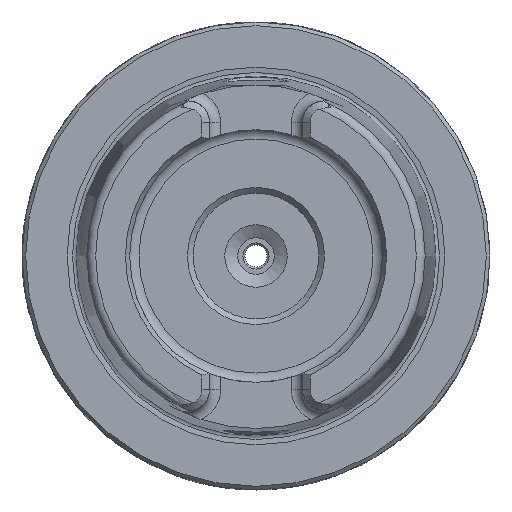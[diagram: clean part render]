
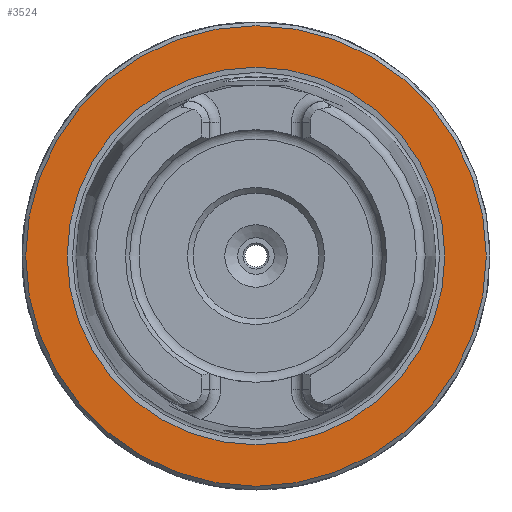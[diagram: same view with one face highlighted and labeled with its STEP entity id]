
A CAD part, left-side view. The second image highlights one B-rep face of the part: STEP entity #3524.
In plain terms, the highlighted planar face has unit normal (-1, 0, 0).
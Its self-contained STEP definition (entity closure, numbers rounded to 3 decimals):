
#127=PLANE('',#3888);
#246=FACE_BOUND('',#613,.T.);
#412=FACE_OUTER_BOUND('',#612,.T.);
#612=EDGE_LOOP('',(#2630));
#613=EDGE_LOOP('',(#2631,#2632));
#1211=CIRCLE('',#3887,31.);
#1212=CIRCLE('',#3889,25.42);
#1213=CIRCLE('',#3890,25.42);
#1510=VERTEX_POINT('',#6675);
#1511=VERTEX_POINT('',#6679);
#1512=VERTEX_POINT('',#6680);
#1930=EDGE_CURVE('',#1510,#1510,#1211,.T.);
#1931=EDGE_CURVE('',#1511,#1512,#1212,.T.);
#1932=EDGE_CURVE('',#1512,#1511,#1213,.T.);
#2630=ORIENTED_EDGE('',*,*,#1930,.F.);
#2631=ORIENTED_EDGE('',*,*,#1931,.T.);
#2632=ORIENTED_EDGE('',*,*,#1932,.T.);
#3524=ADVANCED_FACE('',(#412,#246),#127,.T.);
#3887=AXIS2_PLACEMENT_3D('',#6677,#4492,#4493);
#3888=AXIS2_PLACEMENT_3D('',#6678,#4494,#4495);
#3889=AXIS2_PLACEMENT_3D('',#6681,#4496,#4497);
#3890=AXIS2_PLACEMENT_3D('',#6682,#4498,#4499);
#4492=DIRECTION('center_axis',(1.,0.,0.));
#4493=DIRECTION('ref_axis',(0.,-1.,0.));
#4494=DIRECTION('center_axis',(-1.,0.,0.));
#4495=DIRECTION('ref_axis',(0.,0.,1.));
#4496=DIRECTION('center_axis',(1.,0.,0.));
#4497=DIRECTION('ref_axis',(0.,1.,0.));
#4498=DIRECTION('center_axis',(1.,0.,0.));
#4499=DIRECTION('ref_axis',(0.,1.,0.));
#6675=CARTESIAN_POINT('',(0.,31.,0.));
#6677=CARTESIAN_POINT('Origin',(0.,0.,0.));
#6678=CARTESIAN_POINT('Origin',(0.,15.75,0.));
#6679=CARTESIAN_POINT('',(0.,25.42,0.));
#6680=CARTESIAN_POINT('',(0.,-25.42,0.));
#6681=CARTESIAN_POINT('Origin',(0.,0.,0.));
#6682=CARTESIAN_POINT('Origin',(0.,0.,0.));
